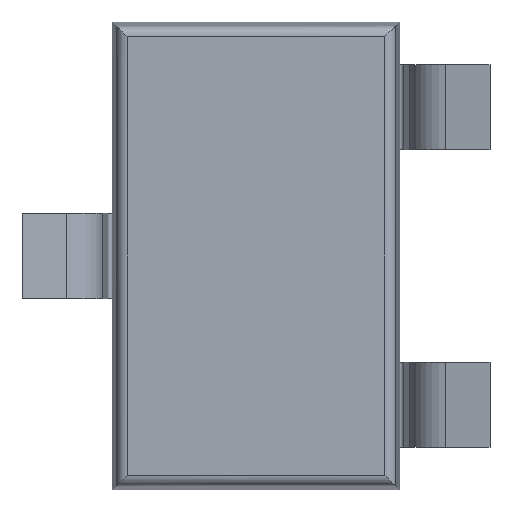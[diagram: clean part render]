
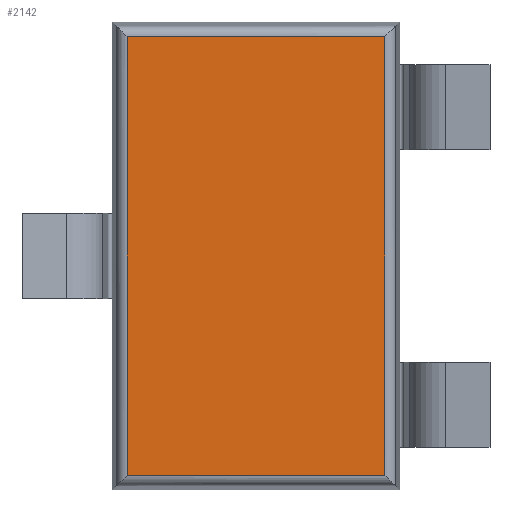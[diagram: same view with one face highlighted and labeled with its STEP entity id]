
A CAD part, front view. The second image highlights one B-rep face of the part: STEP entity #2142.
In plain terms, the highlighted planar face has unit normal (0, -1, 0).
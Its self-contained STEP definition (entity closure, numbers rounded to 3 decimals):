
#54 = CARTESIAN_POINT ( 'NONE',  ( -0.606, -0.5, 1.031 ) ) ;
#76 = DIRECTION ( 'NONE',  ( 0., 0., 1. ) ) ;
#96 = PLANE ( 'NONE',  #2012 ) ;
#110 = EDGE_LOOP ( 'NONE', ( #615, #1035, #1459, #1405 ) ) ;
#113 = VERTEX_POINT ( 'NONE', #1485 ) ;
#147 = VERTEX_POINT ( 'NONE', #1683 ) ;
#392 = DIRECTION ( 'NONE',  ( 1., 0., 0. ) ) ;
#418 = VECTOR ( 'NONE', #956, 1000. ) ;
#473 = DIRECTION ( 'NONE',  ( 0., 1., 0. ) ) ;
#615 = ORIENTED_EDGE ( 'NONE', *, *, #1489, .T. ) ;
#649 = CARTESIAN_POINT ( 'NONE',  ( -0.606, -0.5, 1.1 ) ) ;
#903 = FACE_OUTER_BOUND ( 'NONE', #110, .T. ) ;
#956 = DIRECTION ( 'NONE',  ( -1., 0., 0. ) ) ;
#966 = LINE ( 'NONE', #1928, #418 ) ;
#1035 = ORIENTED_EDGE ( 'NONE', *, *, #1501, .T. ) ;
#1111 = CARTESIAN_POINT ( 'NONE',  ( 0.654, -0.5, 1.1 ) ) ;
#1151 = LINE ( 'NONE', #2146, #2231 ) ;
#1219 = VERTEX_POINT ( 'NONE', #54 ) ;
#1401 = VECTOR ( 'NONE', #392, 1000. ) ;
#1402 = CARTESIAN_POINT ( 'NONE',  ( 0.654, -0.5, -1.031 ) ) ;
#1405 = ORIENTED_EDGE ( 'NONE', *, *, #1565, .T. ) ;
#1445 = DIRECTION ( 'NONE',  ( 0., 0., -1. ) ) ;
#1459 = ORIENTED_EDGE ( 'NONE', *, *, #1968, .T. ) ;
#1484 = LINE ( 'NONE', #649, #2210 ) ;
#1485 = CARTESIAN_POINT ( 'NONE',  ( -0.606, -0.5, -1.031 ) ) ;
#1489 = EDGE_CURVE ( 'NONE', #147, #1595, #1151, .T. ) ;
#1501 = EDGE_CURVE ( 'NONE', #1595, #1219, #966, .T. ) ;
#1565 = EDGE_CURVE ( 'NONE', #113, #147, #1714, .T. ) ;
#1595 = VERTEX_POINT ( 'NONE', #2254 ) ;
#1683 = CARTESIAN_POINT ( 'NONE',  ( 0.606, -0.5, -1.031 ) ) ;
#1714 = LINE ( 'NONE', #1402, #1401 ) ;
#1928 = CARTESIAN_POINT ( 'NONE',  ( 0.654, -0.5, 1.031 ) ) ;
#1968 = EDGE_CURVE ( 'NONE', #1219, #113, #1484, .T. ) ;
#2012 = AXIS2_PLACEMENT_3D ( 'NONE', #1111, #473, #76 ) ;
#2142 = ADVANCED_FACE ( 'NONE', ( #903 ), #96, .F. ) ;
#2146 = CARTESIAN_POINT ( 'NONE',  ( 0.606, -0.5, 1.1 ) ) ;
#2210 = VECTOR ( 'NONE', #1445, 1000. ) ;
#2231 = VECTOR ( 'NONE', #2367, 1000. ) ;
#2254 = CARTESIAN_POINT ( 'NONE',  ( 0.606, -0.5, 1.031 ) ) ;
#2367 = DIRECTION ( 'NONE',  ( 0., 0., 1. ) ) ;
